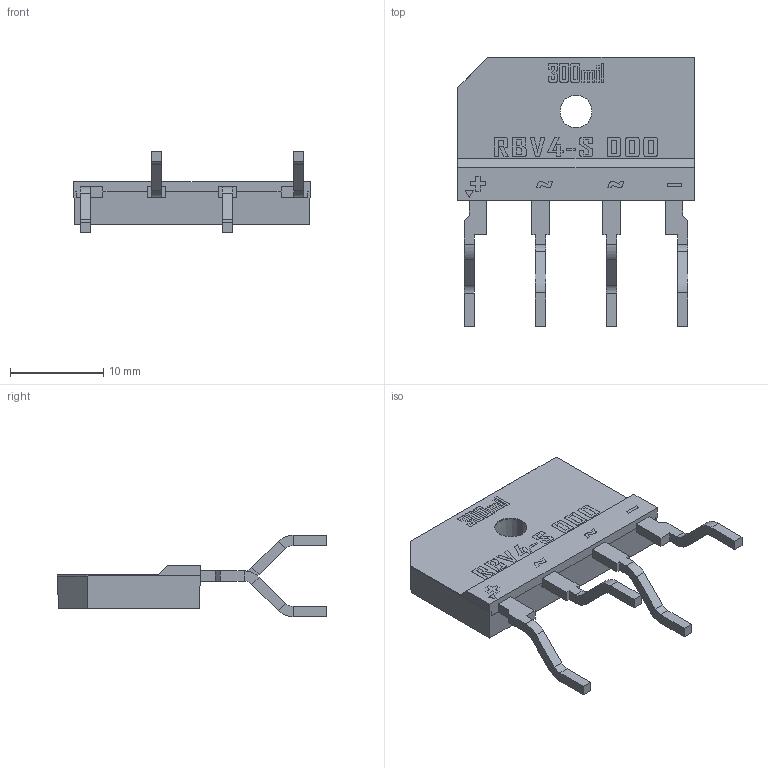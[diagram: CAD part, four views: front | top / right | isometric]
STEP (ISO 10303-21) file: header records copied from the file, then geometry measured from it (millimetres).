
FILE_DESCRIPTION (( 'STEP AP214' ), '1' );
FILE_NAME ('RBV4___RBV4-S__.STEP', '2023-03-02T16:41:51', ( '' ), ( '' ), 'SwSTEP 2.0', 'SolidWorks 2020', '' );
FILE_SCHEMA (( 'AUTOMOTIVE_DESIGN' ));
Length unit declared in the file: millimetre
Products named in the file (1): RBV4___RBV4-S__
Bounding box: 25.3 x 28.82 x 8.72 mm (x, y, z)
Volume: 1496.1 mm3; surface area: 1395.1 mm2
Topology: 1 solids, 1 shells, 402 faces, 1041 edges, 669 vertices
Faces by surface type: plane 325, bspline 57, cylinder 18, cone 2
Entity records: 17120 total; most frequent: CARTESIAN_POINT 4274, ORIENTED_EDGE 2082, DIRECTION 1657, EDGE_CURVE 1041, VECTOR 889, LINE 889, VERTEX_POINT 669, EDGE_LOOP 432
